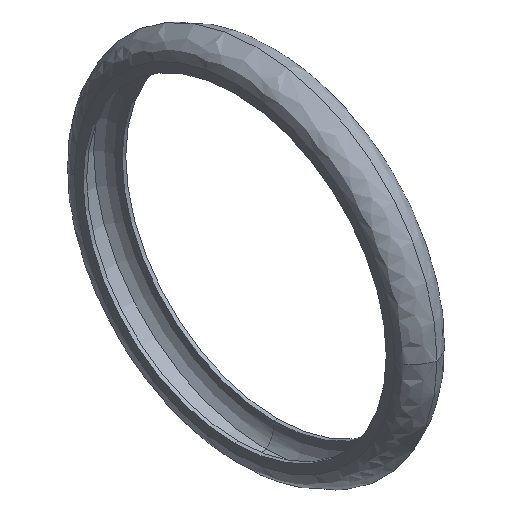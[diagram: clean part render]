
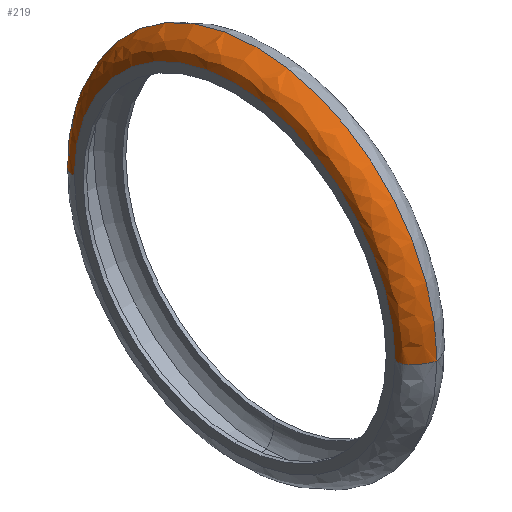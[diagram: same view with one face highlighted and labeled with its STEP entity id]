
A CAD part, isometric view. The second image highlights one B-rep face of the part: STEP entity #219.
In plain terms, the highlighted free-form (B-spline) face has degree [3, 3] with [5, 4] control points.
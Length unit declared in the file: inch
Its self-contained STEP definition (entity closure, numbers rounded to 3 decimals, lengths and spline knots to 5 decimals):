
#6 = CARTESIAN_POINT ( 'NONE',  ( -0.13659, 1.27759, 0. ) ) ;
#11 = VERTEX_POINT ( 'NONE', #448 ) ;
#14 = B_SPLINE_CURVE_WITH_KNOTS ( 'NONE', 3,
 ( #473, #223, #532, #64, #392 ),
 .UNSPECIFIED., .F., .F.,
 ( 4, 1, 4 ),
 ( 0.50408, 0.66762, 1. ),
 .UNSPECIFIED. ) ;
#16 = EDGE_CURVE ( 'NONE', #297, #11, #394, .T. ) ;
#19 = CARTESIAN_POINT ( 'NONE',  ( 0., -1.34364, 0. ) ) ;
#31 = ORIENTED_EDGE ( 'NONE', *, *, #335, .T. ) ;
#41 = CARTESIAN_POINT ( 'NONE',  ( -0.13659, 1.27759, 0. ) ) ;
#53 = CARTESIAN_POINT ( 'NONE',  ( -0.15819, 1.24186, 0. ) ) ;
#64 = CARTESIAN_POINT ( 'NONE',  ( -0.15819, -1.24186, 0. ) ) ;
#66 = AXIS2_PLACEMENT_3D ( 'NONE', #435, #221, #525 ) ;
#94 = CARTESIAN_POINT ( 'NONE',  ( 0., 1.34364, 0. ) ) ;
#132 = CARTESIAN_POINT ( 'NONE',  ( -0.15819, 1.1905, 2.381 ) ) ;
#136 = CARTESIAN_POINT ( 'NONE',  ( 0., -1.34364, 2.68728 ) ) ;
#168 = CARTESIAN_POINT ( 'NONE',  ( -0.15819, 1.24186, 0. ) ) ;
#203 = FACE_OUTER_BOUND ( 'NONE', #210, .T. ) ;
#205 = VERTEX_POINT ( 'NONE', #339 ) ;
#210 = EDGE_LOOP ( 'NONE', ( #310, #345, #31, #298 ) ) ;
#212 = CARTESIAN_POINT ( 'NONE',  ( 0., 1.34364, 2.68728 ) ) ;
#213 = CARTESIAN_POINT ( 'NONE',  ( -0.02602, -1.34325, 2.6865 ) ) ;
#219 = ADVANCED_FACE ( 'NONE', ( #203 ), #240, .T. ) ;
#221 = DIRECTION ( 'NONE',  ( 1., 0., 0. ) ) ;
#223 = CARTESIAN_POINT ( 'NONE',  ( -0.02602, -1.34325, 0. ) ) ;
#240 =( BOUNDED_SURFACE ( )  B_SPLINE_SURFACE ( 3, 3, ( 
 ( #94, #212, #136, #380 ),
 ( #246, #293, #213, #245 ),
 ( #41, #379, #510, #425 ),
 ( #168, #464, #470, #376 ),
 ( #249, #132, #465, #509 ) ),
 .UNSPECIFIED., .F., .F., .T. ) 
 B_SPLINE_SURFACE_WITH_KNOTS ( ( 4, 1, 4 ),
 ( 4, 4 ),
 ( 0.50408, 0.66762, 1. ),
 ( 0., 1. ),
 .UNSPECIFIED. ) 
 GEOMETRIC_REPRESENTATION_ITEM ( )  RATIONAL_B_SPLINE_SURFACE ( (
 ( 1., 0.333, 0.333, 1.),
 ( 1., 0.333, 0.333, 1.),
 ( 1., 0.333, 0.333, 1.),
 ( 1., 0.333, 0.333, 1.),
 ( 1., 0.333, 0.333, 1.) ) ) 
 REPRESENTATION_ITEM ( '' )  SURFACE ( )  );
#245 = CARTESIAN_POINT ( 'NONE',  ( -0.02602, -1.34325, 0. ) ) ;
#246 = CARTESIAN_POINT ( 'NONE',  ( -0.02602, 1.34325, 0. ) ) ;
#249 = CARTESIAN_POINT ( 'NONE',  ( -0.15819, 1.1905, 0. ) ) ;
#261 = CARTESIAN_POINT ( 'NONE',  ( -0.15819, 1.1905, 0. ) ) ;
#284 = CIRCLE ( 'NONE', #66, 1.34364 ) ;
#293 = CARTESIAN_POINT ( 'NONE',  ( -0.02602, 1.34325, 2.6865 ) ) ;
#297 = VERTEX_POINT ( 'NONE', #261 ) ;
#298 = ORIENTED_EDGE ( 'NONE', *, *, #16, .T. ) ;
#300 = CARTESIAN_POINT ( 'NONE',  ( -0.02602, 1.34325, 0. ) ) ;
#304 = CARTESIAN_POINT ( 'NONE',  ( 0., 1.34364, 0. ) ) ;
#310 = ORIENTED_EDGE ( 'NONE', *, *, #432, .F. ) ;
#335 = EDGE_CURVE ( 'NONE', #205, #297, #479, .T. ) ;
#339 = CARTESIAN_POINT ( 'NONE',  ( 0., 1.34364, 0. ) ) ;
#343 = CARTESIAN_POINT ( 'NONE',  ( -0.15819, 1.1905, 0. ) ) ;
#345 = ORIENTED_EDGE ( 'NONE', *, *, #400, .F. ) ;
#362 = AXIS2_PLACEMENT_3D ( 'NONE', #415, #459, #413 ) ;
#376 = CARTESIAN_POINT ( 'NONE',  ( -0.15819, -1.24186, 0. ) ) ;
#379 = CARTESIAN_POINT ( 'NONE',  ( -0.13659, 1.27759, 2.55517 ) ) ;
#380 = CARTESIAN_POINT ( 'NONE',  ( 0., -1.34364, 0. ) ) ;
#392 = CARTESIAN_POINT ( 'NONE',  ( -0.15819, -1.1905, 0. ) ) ;
#394 = CIRCLE ( 'NONE', #362, 1.1905 ) ;
#400 = EDGE_CURVE ( 'NONE', #205, #419, #284, .T. ) ;
#413 = DIRECTION ( 'NONE',  ( 0., 0., -1. ) ) ;
#415 = CARTESIAN_POINT ( 'NONE',  ( -0.15819, 0., 0. ) ) ;
#419 = VERTEX_POINT ( 'NONE', #19 ) ;
#425 = CARTESIAN_POINT ( 'NONE',  ( -0.13659, -1.27759, 0. ) ) ;
#432 = EDGE_CURVE ( 'NONE', #419, #11, #14, .T. ) ;
#435 = CARTESIAN_POINT ( 'NONE',  ( 0., 0., 0. ) ) ;
#448 = CARTESIAN_POINT ( 'NONE',  ( -0.15819, -1.1905, 0. ) ) ;
#459 = DIRECTION ( 'NONE',  ( 1., 0., 0. ) ) ;
#464 = CARTESIAN_POINT ( 'NONE',  ( -0.15819, 1.24186, 2.48372 ) ) ;
#465 = CARTESIAN_POINT ( 'NONE',  ( -0.15819, -1.1905, 2.381 ) ) ;
#470 = CARTESIAN_POINT ( 'NONE',  ( -0.15819, -1.24186, 2.48372 ) ) ;
#473 = CARTESIAN_POINT ( 'NONE',  ( 0., -1.34364, 0. ) ) ;
#479 = B_SPLINE_CURVE_WITH_KNOTS ( 'NONE', 3,
 ( #304, #300, #6, #53, #343 ),
 .UNSPECIFIED., .F., .F.,
 ( 4, 1, 4 ),
 ( 0.50408, 0.66762, 1. ),
 .UNSPECIFIED. ) ;
#509 = CARTESIAN_POINT ( 'NONE',  ( -0.15819, -1.1905, 0. ) ) ;
#510 = CARTESIAN_POINT ( 'NONE',  ( -0.13659, -1.27759, 2.55517 ) ) ;
#525 = DIRECTION ( 'NONE',  ( 0., 0., -1. ) ) ;
#532 = CARTESIAN_POINT ( 'NONE',  ( -0.13659, -1.27759, 0. ) ) ;
